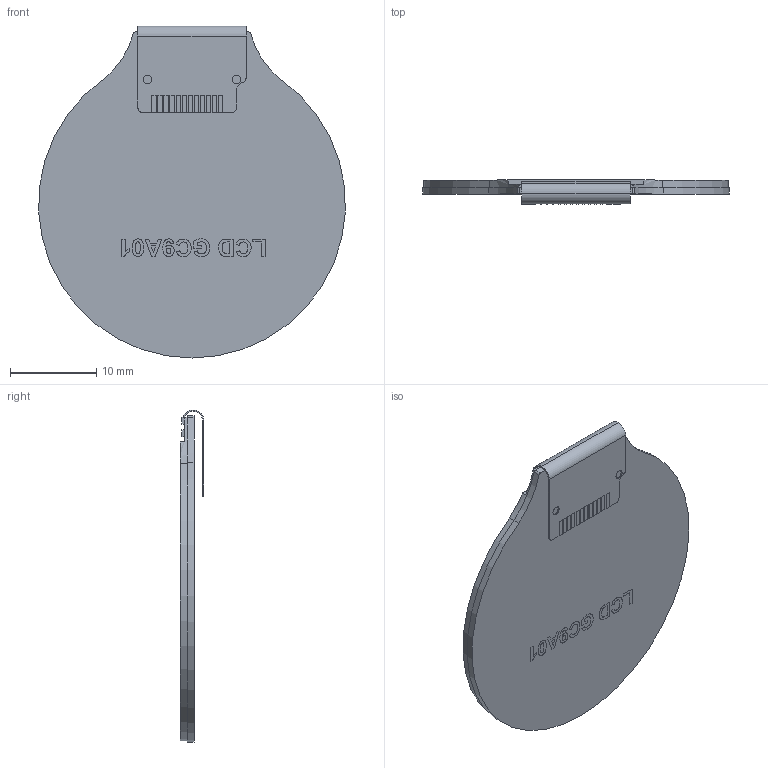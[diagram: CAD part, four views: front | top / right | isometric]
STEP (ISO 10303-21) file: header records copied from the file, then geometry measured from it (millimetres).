
FILE_DESCRIPTION (( 'STEP AP214' ), '1' );
FILE_NAME ('GC9A01.STEP', '2022-12-11T23:38:53', ( '' ), ( '' ), 'SwSTEP 2.0', 'SolidWorks 2021', '' );
FILE_SCHEMA (( 'AUTOMOTIVE_DESIGN' ));
Length unit declared in the file: millimetre
Products named in the file (1): GC9A01
Bounding box: 35.46 x 2.77 x 38.39 mm (x, y, z)
Volume: 1665 mm3; surface area: 2563.7 mm2
Topology: 2 solids, 2 shells, 212 faces, 579 edges, 386 vertices
Faces by surface type: plane 124, bspline 64, cylinder 24
Entity records: 12216 total; most frequent: CARTESIAN_POINT 5066, ORIENTED_EDGE 1158, DIRECTION 799, EDGE_CURVE 579, LINE 401, VECTOR 401, VERTEX_POINT 386, EDGE_LOOP 231
